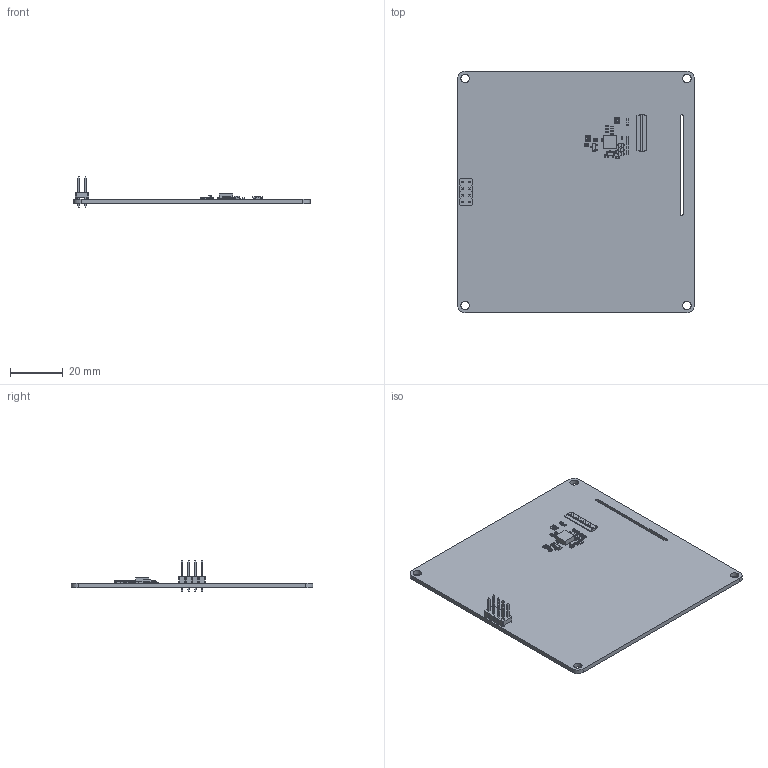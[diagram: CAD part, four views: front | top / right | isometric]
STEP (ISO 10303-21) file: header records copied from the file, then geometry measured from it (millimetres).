
FILE_DESCRIPTION(('Open CASCADE Model'),'2;1');
FILE_NAME('Open CASCADE Shape Model','2024-06-03T22:22:01',('Author'),( 'Open CASCADE'),'Open CASCADE STEP processor 7.5','Open CASCADE 7.5' ,'Unknown');
FILE_SCHEMA(('AUTOMOTIVE_DESIGN { 1 0 10303 214 1 1 1 1 }'));
Length unit declared in the file: millimetre
Products named in the file (85): PCB; Board; Open CASCADE STEP translator 7.5 1.1.1; SB5; R0603; 6712283504; Extruded; SB4; SB3; SB2; SB1; P1; pin_header_awl254-dg-g08d; U1; User Library-SOT23-3; R9; 6153315120; Mid_Body; Terminal; Open CASCADE STEP translator 6.8 20.2.1; Mark; R8; R7; R6; R5; R4; R3; R2; 6153317840; Open CASCADE STEP translator 6.8 21.2.1; R1; 6153316480; Q1; 6363018640; Body; Open CASCADE STEP translator 6.8 20.1.1; Leader; L1; 6116764912; J1 ...
Assembly tree (116 placements, depth 5):
  PCB
    Board
      Open CASCADE STEP translator 7.5 1.1.1
    SB5
      R0603
      6712283504
        Extruded
    SB4
      R0603
      6712283504
        Extruded
    SB3
      R0603
      6712283504
        Extruded
    SB2
      R0603
      6712283504
        Extruded
    SB1
      R0603
      6712283504
        Extruded
    P1
      pin_header_awl254-dg-g08d
    U1
      User Library-SOT23-3
    R9
      6153315120
        Mid_Body
        Terminal  x2
          Open CASCADE STEP translator 6.8 20.2.1
        Mark
    R8
      6153315120
        Mid_Body
        Terminal  x2
          Open CASCADE STEP translator 6.8 20.2.1
        Mark
    R7
      6153315120
        Mid_Body
        Terminal  x2
          Open CASCADE STEP translator 6.8 20.2.1
        Mark
    R6
      6153315120
        Mid_Body
        Terminal  x2
          Open CASCADE STEP translator 6.8 20.2.1
        Mark
    R5
      6153315120
        Mid_Body
        Terminal  x2
          Open CASCADE STEP translator 6.8 20.2.1
        Mark
    R4
      6153315120
        Mid_Body
Bounding box: 89.8 x 91.8 x 11.5 mm (x, y, z)
Volume: 14040.6 mm3; surface area: 18045.3 mm2
Topology: 115 solids, 115 shells, 2433 faces, 5959 edges, 3690 vertices
Faces by surface type: plane 1665, cylinder 433, bspline 213, sphere 122
Full cylindrical faces by diameter (mm): 0.812 x8, 3.2 x4
Entity records: 43872 total; most frequent: CARTESIAN_POINT 9852, ORIENTED_EDGE 5990, DIRECTION 5736, EDGE_CURVE 2995, LINE 2532, VECTOR 2532, VERTEX_POINT 1898, AXIS2_PLACEMENT_3D 1602
